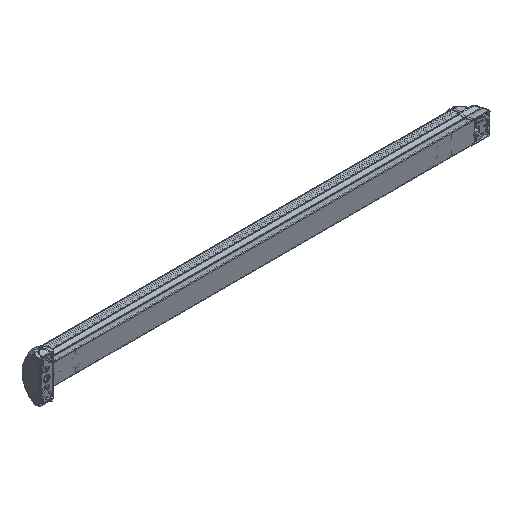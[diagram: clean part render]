
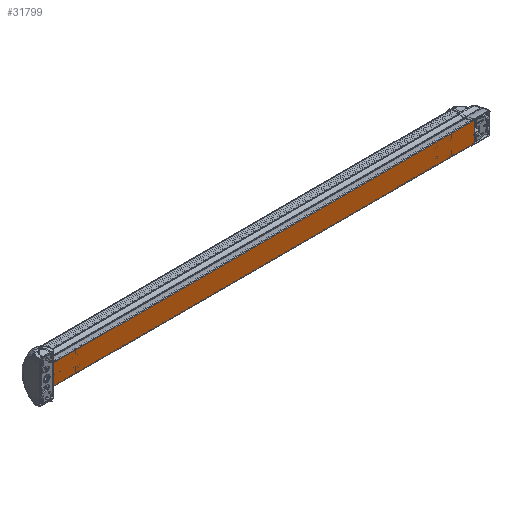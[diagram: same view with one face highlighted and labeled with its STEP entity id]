
A CAD part, isometric view. The second image highlights one B-rep face of the part: STEP entity #31799.
In plain terms, the highlighted planar face has unit normal (0, -1, 0).
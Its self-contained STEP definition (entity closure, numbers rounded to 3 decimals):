
#5430=DIRECTION('',(0.,0.,-1.));
#5431=VECTOR('',#5430,53.98);
#5432=CARTESIAN_POINT('',(19.25,-2.5,26.99));
#5433=LINE('',#5432,#5431);
#7809=DIRECTION('',(-1.,0.,0.));
#7810=VECTOR('',#7809,1116.);
#7811=CARTESIAN_POINT('',(1135.25,-2.5,-26.99));
#7812=LINE('',#7811,#7810);
#7813=DIRECTION('',(-1.,0.,0.));
#7814=VECTOR('',#7813,1116.);
#7815=CARTESIAN_POINT('',(1135.25,-2.5,26.99));
#7816=LINE('',#7815,#7814);
#8028=DIRECTION('',(0.,0.,-1.));
#8029=VECTOR('',#8028,53.98);
#8030=CARTESIAN_POINT('',(1135.25,-2.5,26.99));
#8031=LINE('',#8030,#8029);
#21384=CARTESIAN_POINT('',(19.25,-2.5,-26.99));
#21386=VERTEX_POINT('',#21384);
#21387=CARTESIAN_POINT('',(1135.25,-2.5,-26.99));
#21388=VERTEX_POINT('',#21387);
#21391=CARTESIAN_POINT('',(19.25,-2.5,26.99));
#21393=VERTEX_POINT('',#21391);
#21397=CARTESIAN_POINT('',(1135.25,-2.5,26.99));
#21398=VERTEX_POINT('',#21397);
#31786=CARTESIAN_POINT('',(19.25,-2.5,28.));
#31787=DIRECTION('',(0.,-1.,0.));
#31788=DIRECTION('',(0.,0.,-1.));
#31789=AXIS2_PLACEMENT_3D('',#31786,#31787,#31788);
#31790=PLANE('',#31789);
#31791=ORIENTED_EDGE('',*,*,#31778,.T.);
#31792=ORIENTED_EDGE('',*,*,#28078,.F.);
#31794=ORIENTED_EDGE('',*,*,#31793,.F.);
#31796=ORIENTED_EDGE('',*,*,#31795,.T.);
#31797=EDGE_LOOP('',(#31791,#31792,#31794,#31796));
#31798=FACE_OUTER_BOUND('',#31797,.F.);
#31799=ADVANCED_FACE('',(#31798),#31790,.T.);
#28078=EDGE_CURVE('',#21393,#21386,#5433,.T.);
#31778=EDGE_CURVE('',#21388,#21386,#7812,.T.);
#31793=EDGE_CURVE('',#21398,#21393,#7816,.T.);
#31795=EDGE_CURVE('',#21398,#21388,#8031,.T.);
